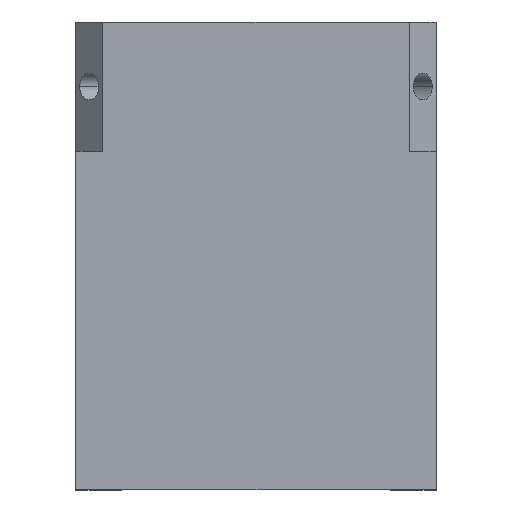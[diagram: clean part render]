
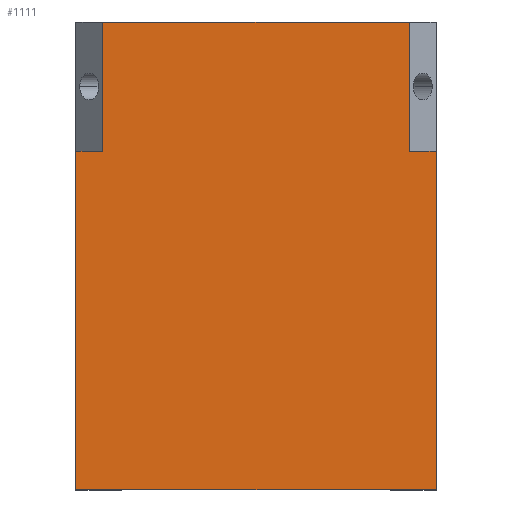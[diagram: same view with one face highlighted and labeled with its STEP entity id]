
A CAD part, left-side view. The second image highlights one B-rep face of the part: STEP entity #1111.
In plain terms, the highlighted planar face has unit normal (-1, 0, 0).
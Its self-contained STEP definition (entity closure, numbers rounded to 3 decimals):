
#18 = VERTEX_POINT ( 'NONE', #306 ) ;
#27 = CARTESIAN_POINT ( 'NONE',  ( -16.75, -16.75, 23.75 ) ) ;
#56 = LINE ( 'NONE', #1410, #1062 ) ;
#58 = VERTEX_POINT ( 'NONE', #1522 ) ;
#112 = CARTESIAN_POINT ( 'NONE',  ( -16.75, -14.25, 23.75 ) ) ;
#210 = EDGE_CURVE ( 'NONE', #58, #2686, #593, .T. ) ;
#236 = LINE ( 'NONE', #1442, #1378 ) ;
#272 = CARTESIAN_POINT ( 'NONE',  ( -16.75, -16.75, -19.75 ) ) ;
#301 = EDGE_CURVE ( 'NONE', #2033, #18, #56, .T. ) ;
#306 = CARTESIAN_POINT ( 'NONE',  ( -16.75, 16.75, -19.75 ) ) ;
#405 = DIRECTION ( 'NONE',  ( 0., 0., 1. ) ) ;
#500 = LINE ( 'NONE', #2644, #1561 ) ;
#535 = DIRECTION ( 'NONE',  ( 0., -1., 0. ) ) ;
#593 = LINE ( 'NONE', #1533, #2902 ) ;
#606 = CARTESIAN_POINT ( 'NONE',  ( -16.75, -16.75, 23.75 ) ) ;
#770 = EDGE_CURVE ( 'NONE', #1659, #2817, #1087, .T. ) ;
#774 = VERTEX_POINT ( 'NONE', #272 ) ;
#840 = FACE_OUTER_BOUND ( 'NONE', #1138, .T. ) ;
#850 = CARTESIAN_POINT ( 'NONE',  ( -16.75, 14.25, 23.75 ) ) ;
#852 = DIRECTION ( 'NONE',  ( 0., 0., 1. ) ) ;
#1062 = VECTOR ( 'NONE', #2780, 1000. ) ;
#1084 = VECTOR ( 'NONE', #1621, 1000. ) ;
#1087 = LINE ( 'NONE', #2276, #2128 ) ;
#1111 = ADVANCED_FACE ( 'NONE', ( #840 ), #2610, .F. ) ;
#1138 = EDGE_LOOP ( 'NONE', ( #2676, #1860, #2288, #1609, #2630, #1456, #2333, #1264 ) ) ;
#1145 = LINE ( 'NONE', #1799, #2838 ) ;
#1159 = LINE ( 'NONE', #27, #1084 ) ;
#1264 = ORIENTED_EDGE ( 'NONE', *, *, #2460, .F. ) ;
#1292 = DIRECTION ( 'NONE',  ( 0., 0., -1. ) ) ;
#1336 = EDGE_CURVE ( 'NONE', #2686, #774, #1159, .T. ) ;
#1378 = VECTOR ( 'NONE', #535, 1000. ) ;
#1410 = CARTESIAN_POINT ( 'NONE',  ( -16.75, 16.75, 23.75 ) ) ;
#1414 = CARTESIAN_POINT ( 'NONE',  ( -16.75, -16.75, 11.75 ) ) ;
#1438 = AXIS2_PLACEMENT_3D ( 'NONE', #606, #2625, #1292 ) ;
#1442 = CARTESIAN_POINT ( 'NONE',  ( -16.75, 16.75, -19.75 ) ) ;
#1456 = ORIENTED_EDGE ( 'NONE', *, *, #770, .F. ) ;
#1522 = CARTESIAN_POINT ( 'NONE',  ( -16.75, -14.25, 11.75 ) ) ;
#1533 = CARTESIAN_POINT ( 'NONE',  ( -16.75, -16.75, 11.75 ) ) ;
#1561 = VECTOR ( 'NONE', #405, 1000. ) ;
#1589 = DIRECTION ( 'NONE',  ( 0., -1., 0. ) ) ;
#1609 = ORIENTED_EDGE ( 'NONE', *, *, #210, .F. ) ;
#1621 = DIRECTION ( 'NONE',  ( 0., 0., -1. ) ) ;
#1659 = VERTEX_POINT ( 'NONE', #850 ) ;
#1730 = CARTESIAN_POINT ( 'NONE',  ( -16.75, 14.25, 11.75 ) ) ;
#1799 = CARTESIAN_POINT ( 'NONE',  ( -16.75, 14.25, 11.75 ) ) ;
#1813 = VERTEX_POINT ( 'NONE', #2230 ) ;
#1860 = ORIENTED_EDGE ( 'NONE', *, *, #2726, .T. ) ;
#2033 = VERTEX_POINT ( 'NONE', #2317 ) ;
#2128 = VECTOR ( 'NONE', #2513, 1000. ) ;
#2230 = CARTESIAN_POINT ( 'NONE',  ( -16.75, 14.25, 11.75 ) ) ;
#2245 = EDGE_CURVE ( 'NONE', #1813, #1659, #2406, .T. ) ;
#2276 = CARTESIAN_POINT ( 'NONE',  ( -16.75, -16.75, 23.75 ) ) ;
#2288 = ORIENTED_EDGE ( 'NONE', *, *, #1336, .F. ) ;
#2297 = EDGE_CURVE ( 'NONE', #58, #2817, #500, .T. ) ;
#2317 = CARTESIAN_POINT ( 'NONE',  ( -16.75, 16.75, 11.75 ) ) ;
#2333 = ORIENTED_EDGE ( 'NONE', *, *, #2245, .F. ) ;
#2406 = LINE ( 'NONE', #1730, #2872 ) ;
#2460 = EDGE_CURVE ( 'NONE', #2033, #1813, #1145, .T. ) ;
#2500 = DIRECTION ( 'NONE',  ( 0., -1., 0. ) ) ;
#2513 = DIRECTION ( 'NONE',  ( 0., -1., 0. ) ) ;
#2610 = PLANE ( 'NONE',  #1438 ) ;
#2625 = DIRECTION ( 'NONE',  ( 1., 0., 0. ) ) ;
#2630 = ORIENTED_EDGE ( 'NONE', *, *, #2297, .T. ) ;
#2644 = CARTESIAN_POINT ( 'NONE',  ( -16.75, -14.25, 11.75 ) ) ;
#2676 = ORIENTED_EDGE ( 'NONE', *, *, #301, .T. ) ;
#2686 = VERTEX_POINT ( 'NONE', #1414 ) ;
#2726 = EDGE_CURVE ( 'NONE', #18, #774, #236, .T. ) ;
#2780 = DIRECTION ( 'NONE',  ( 0., 0., -1. ) ) ;
#2817 = VERTEX_POINT ( 'NONE', #112 ) ;
#2838 = VECTOR ( 'NONE', #1589, 1000. ) ;
#2872 = VECTOR ( 'NONE', #852, 1000. ) ;
#2902 = VECTOR ( 'NONE', #2500, 1000. ) ;
